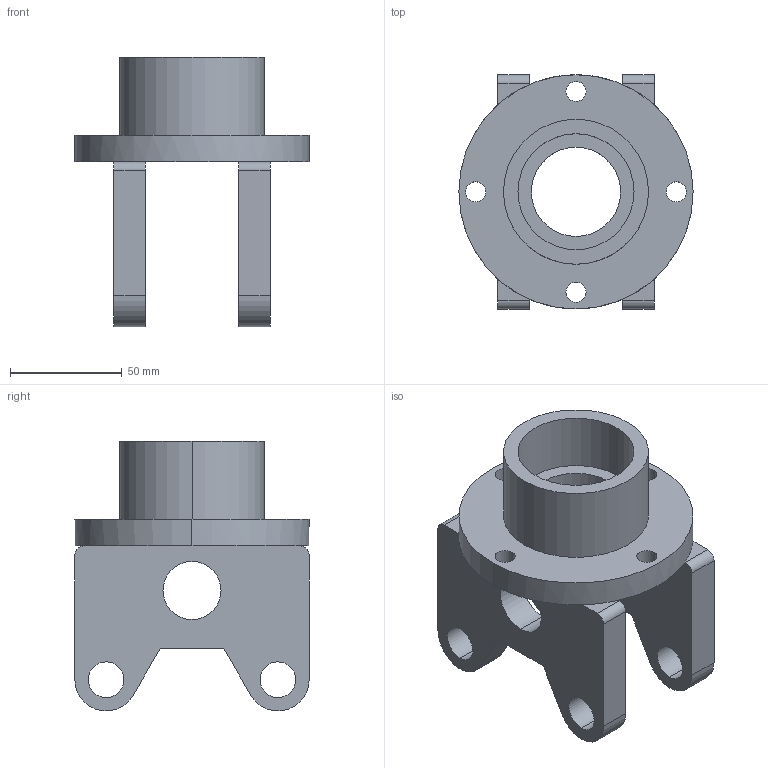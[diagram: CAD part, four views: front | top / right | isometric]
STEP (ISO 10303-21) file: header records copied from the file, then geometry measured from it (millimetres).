
FILE_DESCRIPTION (( 'STEP AP203' ), '1' );
FILE_NAME ('14_默认_sldprt.STEP', '2024-05-21T09:59:28', ( '' ), ( '' ), 'SwSTEP 2.0', 'SolidWorks 2022', '' );
FILE_SCHEMA (( 'CONFIG_CONTROL_DESIGN' ));
Length unit declared in the file: millimetre
Products named in the file (1): 14_默认_sldprt
Bounding box: 105 x 105 x 121 mm (x, y, z)
Volume: 288666.1 mm3; surface area: 66111.1 mm2
Topology: 1 solids, 1 shells, 60 faces, 160 edges, 104 vertices
Faces by surface type: cylinder 36, plane 24
Entity records: 2021 total; most frequent: DIRECTION 362, CARTESIAN_POINT 325, ORIENTED_EDGE 320, EDGE_CURVE 160, AXIS2_PLACEMENT_3D 141, VERTEX_POINT 104, EDGE_LOOP 84, VECTOR 80
